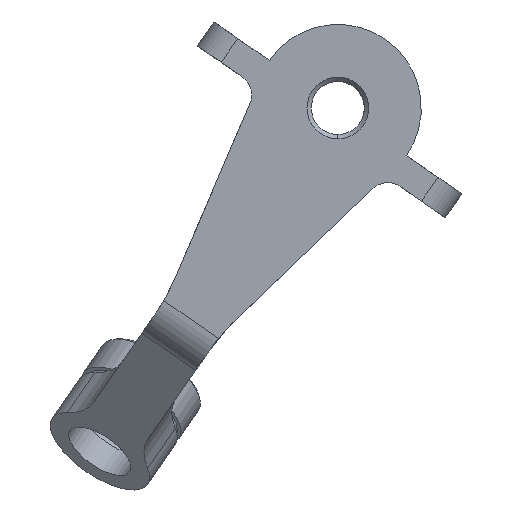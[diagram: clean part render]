
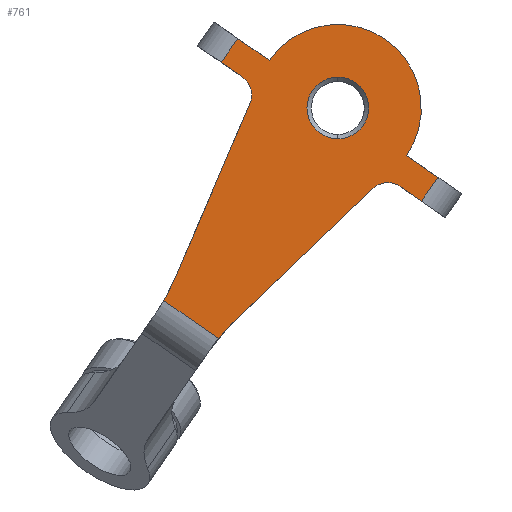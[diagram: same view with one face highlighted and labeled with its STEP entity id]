
A CAD part, front view. The second image highlights one B-rep face of the part: STEP entity #761.
In plain terms, the highlighted planar face has unit normal (0, -1, 0).
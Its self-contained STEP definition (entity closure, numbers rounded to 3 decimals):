
#17 = AXIS2_PLACEMENT_3D ( 'NONE', #1520, #1983, #142 ) ;
#21 = CIRCLE ( 'NONE', #186, 14. ) ;
#27 = DIRECTION ( 'NONE',  ( 0., -1., 0. ) ) ;
#31 = CARTESIAN_POINT ( 'NONE',  ( 4.298, 98.15, -5.413 ) ) ;
#44 = CARTESIAN_POINT ( 'NONE',  ( 6.896, 98.15, -4.781 ) ) ;
#57 = LINE ( 'NONE', #1604, #1648 ) ;
#74 = ORIENTED_EDGE ( 'NONE', *, *, #1098, .F. ) ;
#79 = AXIS2_PLACEMENT_3D ( 'NONE', #1785, #1358, #1653 ) ;
#95 = DIRECTION ( 'NONE',  ( 0., -1., 0. ) ) ;
#106 = CARTESIAN_POINT ( 'NONE',  ( 6.896, 98.15, -4.781 ) ) ;
#109 = ORIENTED_EDGE ( 'NONE', *, *, #1668, .T. ) ;
#120 = AXIS2_PLACEMENT_3D ( 'NONE', #681, #1919, #1912 ) ;
#142 = DIRECTION ( 'NONE',  ( 0., 0., 1. ) ) ;
#144 = VECTOR ( 'NONE', #1351, 1000. ) ;
#151 = CIRCLE ( 'NONE', #1871, 1.5 ) ;
#154 = EDGE_CURVE ( 'NONE', #366, #1731, #1028, .T. ) ;
#168 = DIRECTION ( 'NONE',  ( 0., 0., 1. ) ) ;
#170 = VERTEX_POINT ( 'NONE', #396 ) ;
#176 = CIRCLE ( 'NONE', #439, 2.125 ) ;
#178 = DIRECTION ( 'NONE',  ( 0., 1., 0. ) ) ;
#180 = VECTOR ( 'NONE', #1676, 1000. ) ;
#186 = AXIS2_PLACEMENT_3D ( 'NONE', #1307, #1745, #1449 ) ;
#191 = EDGE_CURVE ( 'NONE', #1216, #170, #594, .T. ) ;
#199 = VERTEX_POINT ( 'NONE', #1962 ) ;
#203 = DIRECTION ( 'NONE',  ( 0., 0., -1. ) ) ;
#212 = CARTESIAN_POINT ( 'NONE',  ( -6.577, 98.15, 2.126 ) ) ;
#246 = CARTESIAN_POINT ( 'NONE',  ( 5.756, 98.15, -6.424 ) ) ;
#266 = EDGE_CURVE ( 'NONE', #1731, #1470, #1954, .T. ) ;
#281 = VECTOR ( 'NONE', #1774, 1000. ) ;
#285 = DIRECTION ( 'NONE',  ( 0., 1., 0. ) ) ;
#311 = EDGE_CURVE ( 'NONE', #1737, #1608, #513, .T. ) ;
#319 = PLANE ( 'NONE',  #17 ) ;
#330 = ORIENTED_EDGE ( 'NONE', *, *, #651, .F. ) ;
#331 = DIRECTION ( 'NONE',  ( -0.722, 0., -0.692 ) ) ;
#349 = VERTEX_POINT ( 'NONE', #823 ) ;
#366 = VERTEX_POINT ( 'NONE', #846 ) ;
#368 = ORIENTED_EDGE ( 'NONE', *, *, #1479, .F. ) ;
#375 = EDGE_CURVE ( 'NONE', #199, #469, #176, .T. ) ;
#377 = VECTOR ( 'NONE', #1313, 1000. ) ;
#396 = CARTESIAN_POINT ( 'NONE',  ( 5.756, 98.15, -6.424 ) ) ;
#439 = AXIS2_PLACEMENT_3D ( 'NONE', #684, #27, #203 ) ;
#455 = CARTESIAN_POINT ( 'NONE',  ( -8.218, 98.15, -15.88 ) ) ;
#456 = ORIENTED_EDGE ( 'NONE', *, *, #916, .F. ) ;
#469 = VERTEX_POINT ( 'NONE', #1298 ) ;
#472 = VECTOR ( 'NONE', #742, 1000. ) ;
#478 = AXIS2_PLACEMENT_3D ( 'NONE', #1581, #516, #1751 ) ;
#494 = LINE ( 'NONE', #687, #281 ) ;
#499 = EDGE_CURVE ( 'NONE', #751, #1427, #494, .T. ) ;
#513 = LINE ( 'NONE', #212, #377 ) ;
#516 = DIRECTION ( 'NONE',  ( 0., -1., 0. ) ) ;
#551 = DIRECTION ( 'NONE',  ( 0.822, 0., -0.57 ) ) ;
#565 = ORIENTED_EDGE ( 'NONE', *, *, #1262, .F. ) ;
#569 = CARTESIAN_POINT ( 'NONE',  ( -8.035, 98.15, 3.137 ) ) ;
#587 = ORIENTED_EDGE ( 'NONE', *, *, #266, .F. ) ;
#594 = LINE ( 'NONE', #106, #144 ) ;
#597 = EDGE_CURVE ( 'NONE', #1427, #1737, #763, .T. ) ;
#609 = CARTESIAN_POINT ( 'NONE',  ( 3.443, 98.15, -5.146 ) ) ;
#621 = CARTESIAN_POINT ( 'NONE',  ( -11.222, 98.15, -11.743 ) ) ;
#634 = ORIENTED_EDGE ( 'NONE', *, *, #154, .F. ) ;
#640 = VERTEX_POINT ( 'NONE', #719 ) ;
#651 = EDGE_CURVE ( 'NONE', #1608, #366, #695, .T. ) ;
#668 = ORIENTED_EDGE ( 'NONE', *, *, #1684, .F. ) ;
#671 = VERTEX_POINT ( 'NONE', #1387 ) ;
#681 = CARTESIAN_POINT ( 'NONE',  ( 3.443, 98.15, -6.646 ) ) ;
#684 = CARTESIAN_POINT ( 'NONE',  ( 0., 98.15, 0. ) ) ;
#687 = CARTESIAN_POINT ( 'NONE',  ( -11.222, 98.15, -11.743 ) ) ;
#695 = LINE ( 'NONE', #569, #1985 ) ;
#719 = CARTESIAN_POINT ( 'NONE',  ( -11.988, 98.15, -13.266 ) ) ;
#721 = CARTESIAN_POINT ( 'NONE',  ( -6.053, 98.15, 0.302 ) ) ;
#738 = EDGE_CURVE ( 'NONE', #1499, #640, #1242, .T. ) ;
#742 = DIRECTION ( 'NONE',  ( 0.822, 0., -0.57 ) ) ;
#744 = EDGE_LOOP ( 'NONE', ( #74, #668, #368, #1365, #1659, #565, #587, #634, #330, #748, #1158, #1632, #1431, #1139, #109 ) ) ;
#747 = DIRECTION ( 'NONE',  ( 0., 0., 1. ) ) ;
#748 = ORIENTED_EDGE ( 'NONE', *, *, #311, .F. ) ;
#751 = VERTEX_POINT ( 'NONE', #621 ) ;
#761 = ADVANCED_FACE ( 'NONE', ( #1561, #1529 ), #319, .F. ) ;
#763 = CIRCLE ( 'NONE', #79, 1.5 ) ;
#785 = VERTEX_POINT ( 'NONE', #609 ) ;
#804 = ORIENTED_EDGE ( 'NONE', *, *, #375, .F. ) ;
#823 = CARTESIAN_POINT ( 'NONE',  ( -7.061, 98.15, -14.628 ) ) ;
#846 = CARTESIAN_POINT ( 'NONE',  ( -6.896, 98.15, 4.781 ) ) ;
#869 = VECTOR ( 'NONE', #1995, 1000. ) ;
#886 = CARTESIAN_POINT ( 'NONE',  ( -6.896, 98.15, 4.781 ) ) ;
#907 = DIRECTION ( 'NONE',  ( 0., 0., -1. ) ) ;
#916 = EDGE_CURVE ( 'NONE', #469, #199, #1091, .T. ) ;
#934 = CIRCLE ( 'NONE', #1869, 14. ) ;
#935 = CARTESIAN_POINT ( 'NONE',  ( -8.035, 98.15, 3.137 ) ) ;
#947 = CARTESIAN_POINT ( 'NONE',  ( -24.087, 98.15, -6.223 ) ) ;
#973 = EDGE_CURVE ( 'NONE', #170, #1727, #1687, .T. ) ;
#976 = EDGE_LOOP ( 'NONE', ( #804, #456 ) ) ;
#1028 = LINE ( 'NONE', #886, #472 ) ;
#1091 = CIRCLE ( 'NONE', #478, 2.125 ) ;
#1098 = EDGE_CURVE ( 'NONE', #671, #349, #1836, .T. ) ;
#1136 = CARTESIAN_POINT ( 'NONE',  ( -6.577, 98.15, 2.126 ) ) ;
#1139 = ORIENTED_EDGE ( 'NONE', *, *, #738, .F. ) ;
#1157 = EDGE_CURVE ( 'NONE', #751, #640, #934, .T. ) ;
#1158 = ORIENTED_EDGE ( 'NONE', *, *, #597, .F. ) ;
#1176 = CARTESIAN_POINT ( 'NONE',  ( 3.443, 98.15, -6.646 ) ) ;
#1181 = DIRECTION ( 'NONE',  ( 0.57, 0., 0.822 ) ) ;
#1216 = VERTEX_POINT ( 'NONE', #44 ) ;
#1242 = LINE ( 'NONE', #1682, #869 ) ;
#1248 = CARTESIAN_POINT ( 'NONE',  ( 2.406, 98.15, -5.563 ) ) ;
#1255 = VECTOR ( 'NONE', #331, 1000. ) ;
#1262 = EDGE_CURVE ( 'NONE', #1470, #1216, #57, .T. ) ;
#1298 = CARTESIAN_POINT ( 'NONE',  ( 0., 98.15, 2.125 ) ) ;
#1307 = CARTESIAN_POINT ( 'NONE',  ( 2.622, 98.15, -24.74 ) ) ;
#1313 = DIRECTION ( 'NONE',  ( -0.822, 0., 0.57 ) ) ;
#1351 = DIRECTION ( 'NONE',  ( -0.57, 0., -0.822 ) ) ;
#1358 = DIRECTION ( 'NONE',  ( 0., -1., 0. ) ) ;
#1365 = ORIENTED_EDGE ( 'NONE', *, *, #973, .F. ) ;
#1387 = CARTESIAN_POINT ( 'NONE',  ( 2.406, 98.15, -5.563 ) ) ;
#1427 = VERTEX_POINT ( 'NONE', #721 ) ;
#1431 = ORIENTED_EDGE ( 'NONE', *, *, #1157, .T. ) ;
#1449 = DIRECTION ( 'NONE',  ( 0., 0., 1. ) ) ;
#1452 = CIRCLE ( 'NONE', #120, 1.5 ) ;
#1470 = VERTEX_POINT ( 'NONE', #1511 ) ;
#1479 = EDGE_CURVE ( 'NONE', #1727, #785, #151, .T. ) ;
#1499 = VERTEX_POINT ( 'NONE', #455 ) ;
#1511 = CARTESIAN_POINT ( 'NONE',  ( 4.725, 98.15, -3.276 ) ) ;
#1520 = CARTESIAN_POINT ( 'NONE',  ( 0., 98.15, 0. ) ) ;
#1529 = FACE_OUTER_BOUND ( 'NONE', #744, .T. ) ;
#1561 = FACE_BOUND ( 'NONE', #976, .T. ) ;
#1581 = CARTESIAN_POINT ( 'NONE',  ( 0., 98.15, 0. ) ) ;
#1604 = CARTESIAN_POINT ( 'NONE',  ( 4.725, 98.15, -3.276 ) ) ;
#1608 = VERTEX_POINT ( 'NONE', #935 ) ;
#1632 = ORIENTED_EDGE ( 'NONE', *, *, #499, .F. ) ;
#1648 = VECTOR ( 'NONE', #551, 1000. ) ;
#1653 = DIRECTION ( 'NONE',  ( 0., 0., -1. ) ) ;
#1659 = ORIENTED_EDGE ( 'NONE', *, *, #191, .F. ) ;
#1668 = EDGE_CURVE ( 'NONE', #1499, #349, #21, .T. ) ;
#1676 = DIRECTION ( 'NONE',  ( -0.822, 0., 0.57 ) ) ;
#1682 = CARTESIAN_POINT ( 'NONE',  ( -8.218, 98.15, -15.88 ) ) ;
#1684 = EDGE_CURVE ( 'NONE', #785, #671, #1452, .T. ) ;
#1687 = LINE ( 'NONE', #246, #180 ) ;
#1727 = VERTEX_POINT ( 'NONE', #31 ) ;
#1731 = VERTEX_POINT ( 'NONE', #1931 ) ;
#1737 = VERTEX_POINT ( 'NONE', #1136 ) ;
#1745 = DIRECTION ( 'NONE',  ( 0., 1., 0. ) ) ;
#1751 = DIRECTION ( 'NONE',  ( 0., 0., -1. ) ) ;
#1774 = DIRECTION ( 'NONE',  ( 0.394, 0., 0.919 ) ) ;
#1785 = CARTESIAN_POINT ( 'NONE',  ( -7.432, 98.15, 0.893 ) ) ;
#1825 = CARTESIAN_POINT ( 'NONE',  ( 0., 98.15, 0. ) ) ;
#1836 = LINE ( 'NONE', #1248, #1255 ) ;
#1869 = AXIS2_PLACEMENT_3D ( 'NONE', #947, #178, #168 ) ;
#1871 = AXIS2_PLACEMENT_3D ( 'NONE', #1176, #95, #747 ) ;
#1894 = AXIS2_PLACEMENT_3D ( 'NONE', #1825, #285, #907 ) ;
#1912 = DIRECTION ( 'NONE',  ( 0., 0., 1. ) ) ;
#1919 = DIRECTION ( 'NONE',  ( 0., -1., 0. ) ) ;
#1931 = CARTESIAN_POINT ( 'NONE',  ( -4.725, 98.15, 3.276 ) ) ;
#1954 = CIRCLE ( 'NONE', #1894, 5.75 ) ;
#1962 = CARTESIAN_POINT ( 'NONE',  ( 0., 98.15, -2.125 ) ) ;
#1983 = DIRECTION ( 'NONE',  ( 0., 1., 0. ) ) ;
#1985 = VECTOR ( 'NONE', #1181, 1000. ) ;
#1995 = DIRECTION ( 'NONE',  ( -0.822, 0., 0.57 ) ) ;
